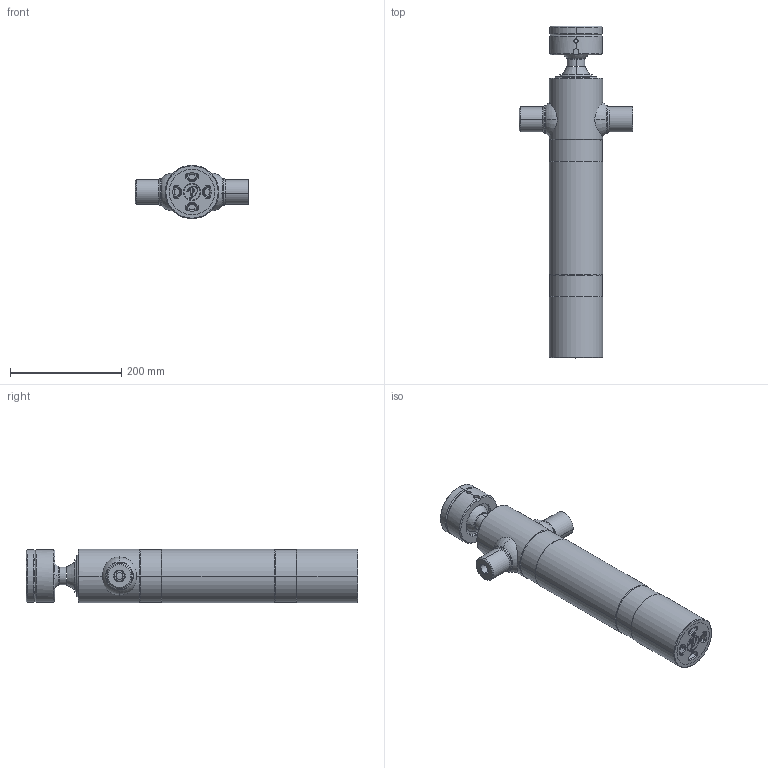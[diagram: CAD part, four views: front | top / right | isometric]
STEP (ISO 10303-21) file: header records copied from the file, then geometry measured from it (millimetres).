
FILE_DESCRIPTION (( 'STEP AP203' ), '1' );
FILE_NAME ('202.BGHR.STEP', '2014-10-06T12:59:55', ( '' ), ( '' ), 'SwSTEP 2.0', 'SolidWorks 2013', '' );
FILE_SCHEMA (( 'CONFIG_CONTROL_DESIGN' ));
Length unit declared in the file: millimetre
Products named in the file (1): 202.BGHR
Bounding box: 205 x 597 x 96 mm (x, y, z)
Surface area: 424136.8 mm2 (no closed solid volume)
Topology: 0 solids, 14 shells, 257 faces, 667 edges, 416 vertices
Faces by surface type: torus 74, cone 71, cylinder 70, plane 32, bspline 8, sphere 2
Entity records: 9459 total; most frequent: CARTESIAN_POINT 3078, DIRECTION 1490, ORIENTED_EDGE 1172, EDGE_CURVE 662, AXIS2_PLACEMENT_3D 639, VERTEX_POINT 413, CIRCLE 389, EDGE_LOOP 270
